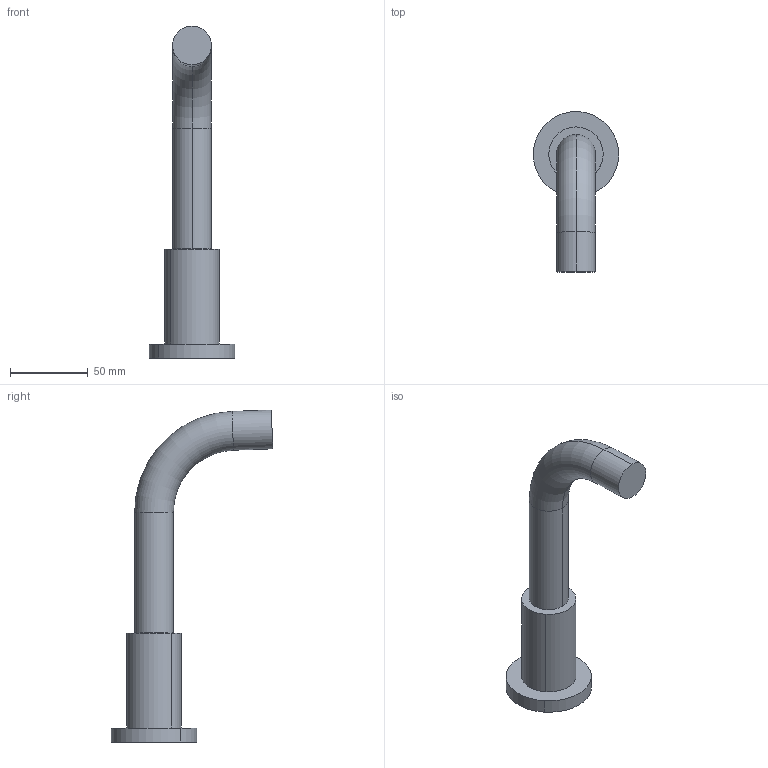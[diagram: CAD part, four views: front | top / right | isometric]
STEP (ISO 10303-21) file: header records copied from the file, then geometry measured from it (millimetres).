
FILE_DESCRIPTION (( 'STEP AP203' ), '1' );
FILE_NAME ('13801892-00.STEP', '2018-07-03T14:14:05', ( '' ), ( '' ), 'SwSTEP 2.0', 'SolidWorks 2017', '' );
FILE_SCHEMA (( 'CONFIG_CONTROL_DESIGN' ));
Length unit declared in the file: millimetre
Products named in the file (3): 13801892-00; Planungsmodell_Rohr_abgewinkel-+-09.11.06.063.94-01_ _K13_25x77,5x25,3x92; Planungsmodell_Rohr-+-10.060.780-02_ _K12_D55x9_D35x61
Assembly tree (2 placements, depth 2):
  13801892-00
    Planungsmodell_Rohr_abgewinkel-+-09.11.06.063.94-01_ _K13_25x77,5x25,3x92
    Planungsmodell_Rohr-+-10.060.780-02_ _K12_D55x9_D35x61
Bounding box: 54.99 x 103.89 x 213.62 mm (x, y, z)
Volume: 170114.4 mm3; surface area: 28402.7 mm2
Topology: 2 solids, 2 shells, 15 faces, 26 edges, 16 vertices
Faces by surface type: cylinder 8, plane 5, torus 2
Entity records: 671 total; most frequent: DIRECTION 84, CARTESIAN_POINT 62, ORIENTED_EDGE 52, AXIS2_PLACEMENT_3D 38, EDGE_CURVE 26, PERSON_AND_ORGANIZATION 26, COORDINATED_UNIVERSAL_TIME_OFFSET 19, LOCAL_TIME 19
